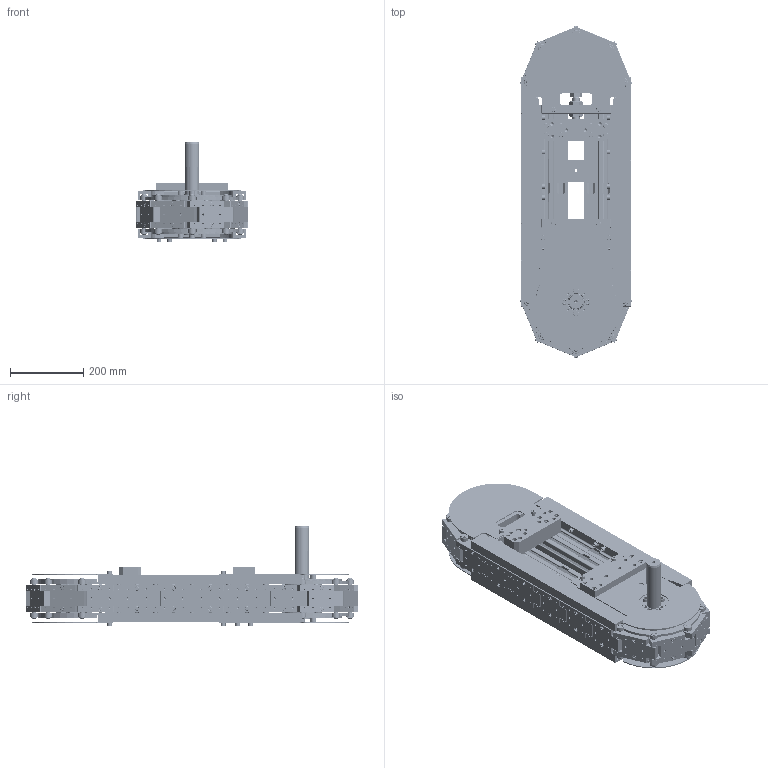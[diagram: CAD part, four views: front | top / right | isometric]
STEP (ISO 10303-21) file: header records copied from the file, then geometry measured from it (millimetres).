
FILE_DESCRIPTION(/* description */ ('Unknown'),/* implementation_level */ '2;1');
FILE_NAME(/* name */ '90124',/* time_stamp */ '2025-09-01T11:12:16+02:00',/* author */ ('Unknown'),/* organization */ ('Unknown'),/* preprocessor_version */ 'ST-DEVELOPER v18.1',/* originating_system */ 'Solid Edge',/* authorisation */ 'Unknown');
FILE_SCHEMA (('AUTOMOTIVE_DESIGN {1 0 10303 214 3 1 1}'));
Products named in the file (1): 90124
Bounding box: 305.98 x 905.99 x 274 mm (x, y, z)
Volume: 17806256.6 mm3; surface area: 3054322.8 mm2
Topology: 1 solids, 1 shells, 9805 faces, 24259 edges, 15504 vertices
Faces by surface type: plane 5044, cylinder 2811, cone 1297, torus 573, bspline 80
Full cylindrical faces by diameter (mm): 2 x80, 2.459 x40, 3.5 x40, 4.134 x52, 4.5 x40, 4.917 x160, 5.3 x12, 6 x126, 6.4 x1, 6.5 x80, 6.647 x18, 7.5 x8, 7.8 x14, 8 x70, 8.376 x4, 8.5 x20, 9.6 x40, 10 x166, 10.106 x16, 10.2 x8, 10.5 x40, 12 x100, 12.5 x12, 13 x104, 13.5 x60, 14 x40, 14.5 x120, 15 x41, 15.42 x4, 15.5 x160
Entity records: 330283 total; most frequent: CARTESIAN_POINT 47320, DIRECTION 45346, ORIENTED_EDGE 38472, EDGE_CURVE 19236, AXIS2_PLACEMENT_3D 17342, FACE_BOUND 15162, EDGE_LOOP 14970, VERTEX_POINT 14080
